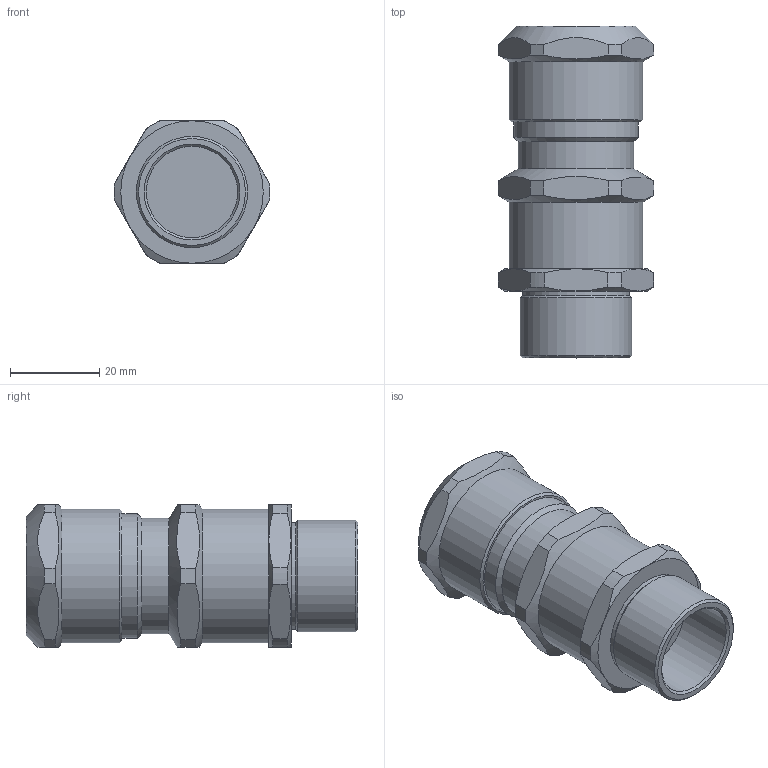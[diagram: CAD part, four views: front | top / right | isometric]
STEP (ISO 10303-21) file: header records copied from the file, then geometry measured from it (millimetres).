
FILE_DESCRIPTION(/* description */ ('','CAx-IF Rec.Pracs.---Representation and Presentation of Product Manufacturing Information (PMI)---4.0---2014-10-13'),/* implementation_level */ '2;1');
FILE_NAME(/* name */ 'ЗЭТАРУС ВКБ3-M25-14-20.stp',/* time_stamp */ '2023-01-26T15:36:59+07:00',/* author */ ('zeta-09'),/* organization */ (''),/* preprocessor_version */ 'ST-DEVELOPER v18.1',/* originating_system */ 'Autodesk Inventor 2021',/* authorisation */ '');
FILE_SCHEMA (('AP242_MANAGED_MODEL_BASED_3D_ENGINEERING_MIM_LF { 1 0 10303 442 1 1 4 }'));
Length unit declared in the file: millimetre
Products named in the file (1): Деталь8
Bounding box: 34.98 x 74.5 x 32 mm (x, y, z)
Volume: 45305.4 mm3; surface area: 10759.2 mm2
Topology: 1 solids, 3 shells, 74 faces, 177 edges, 112 vertices
Faces by surface type: plane 39, cone 21, cylinder 13, torus 1
Full cylindrical faces by diameter (mm): 20.5 x1, 24 x1, 25 x1, 26 x1, 28 x1, 30 x2
Entity records: 2264 total; most frequent: CARTESIAN_POINT 533, ORIENTED_EDGE 352, DIRECTION 326, EDGE_CURVE 177, AXIS2_PLACEMENT_3D 137, VERTEX_POINT 112, EDGE_LOOP 79, STYLED_ITEM 74
